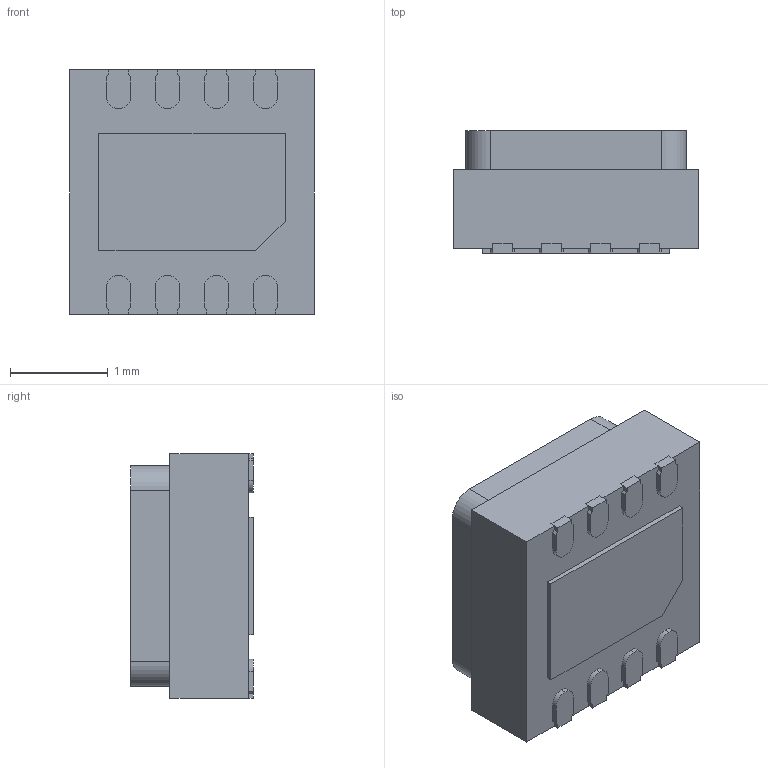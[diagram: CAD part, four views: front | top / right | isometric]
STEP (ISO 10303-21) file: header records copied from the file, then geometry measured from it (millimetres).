
FILE_DESCRIPTION (( 'STEP AP214' ), '1' );
FILE_NAME ('DEJ8.STEP', '2024-01-27T08:59:29', ( '' ), ( '' ), 'SwSTEP 2.0', 'SolidWorks 2021', '' );
FILE_SCHEMA (( 'AUTOMOTIVE_DESIGN' ));
Length unit declared in the file: millimetre
Products named in the file (1): DEJ8
Bounding box: 2.5 x 1.25 x 2.5 mm (x, y, z)
Volume: 7.1 mm3; surface area: 41.6 mm2
Topology: 11 solids, 11 shells, 181 faces, 474 edges, 316 vertices
Faces by surface type: plane 154, cylinder 27
Entity records: 5626 total; most frequent: CARTESIAN_POINT 972, ORIENTED_EDGE 948, DIRECTION 892, EDGE_CURVE 474, VECTOR 420, LINE 420, VERTEX_POINT 316, AXIS2_PLACEMENT_3D 236
